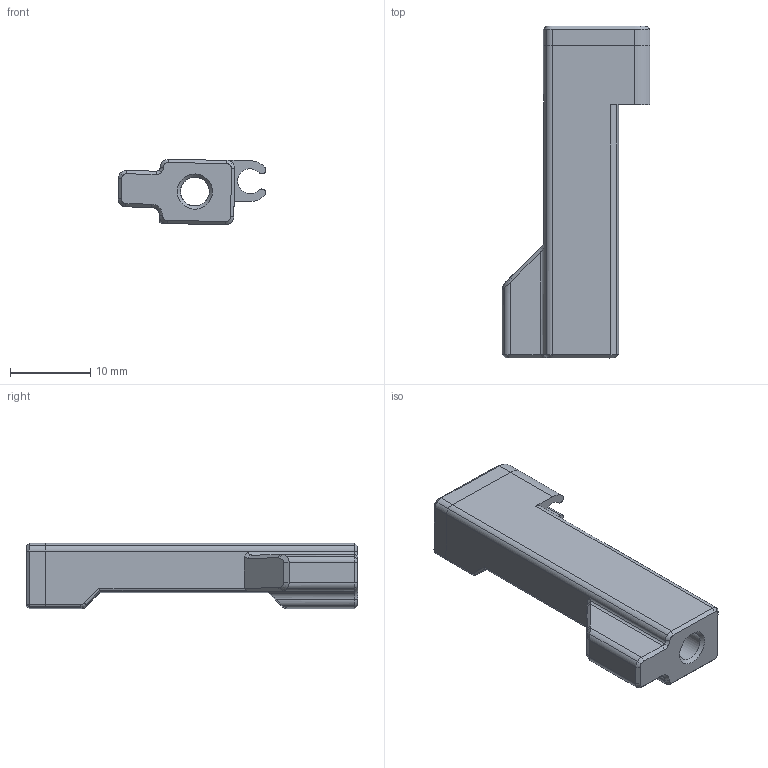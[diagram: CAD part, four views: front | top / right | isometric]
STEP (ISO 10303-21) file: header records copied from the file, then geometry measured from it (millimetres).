
FILE_DESCRIPTION(('FreeCAD Model'),'2;1');
FILE_NAME('Open CASCADE Shape Model','2024-12-06T12:49:15',(''),(''), 'Open CASCADE STEP processor 7.8','FreeCAD','Unknown');
FILE_SCHEMA(('AUTOMOTIVE_DESIGN { 1 0 10303 214 1 1 1 1 }'));
Length unit declared in the file: millimetre
Products named in the file (2): Standoff_1_mod; Body001
Assembly tree (1 placements, depth 2):
  Standoff_1_mod
    Body001
Bounding box: 18.48 x 41.45 x 8.16 mm (x, y, z)
Volume: 2582.1 mm3; surface area: 2158.7 mm2
Topology: 1 solids, 1 shells, 130 faces, 308 edges, 180 vertices
Faces by surface type: cylinder 59, plane 35, cone 22, bspline 10, sphere 4
Full cylindrical faces by diameter (mm): 3.6 x1
Entity records: 4607 total; most frequent: CARTESIAN_POINT 1642, ORIENTED_EDGE 616, DIRECTION 606, EDGE_CURVE 308, AXIS2_PLACEMENT_3D 220, VERTEX_POINT 180, LINE 166, VECTOR 166
